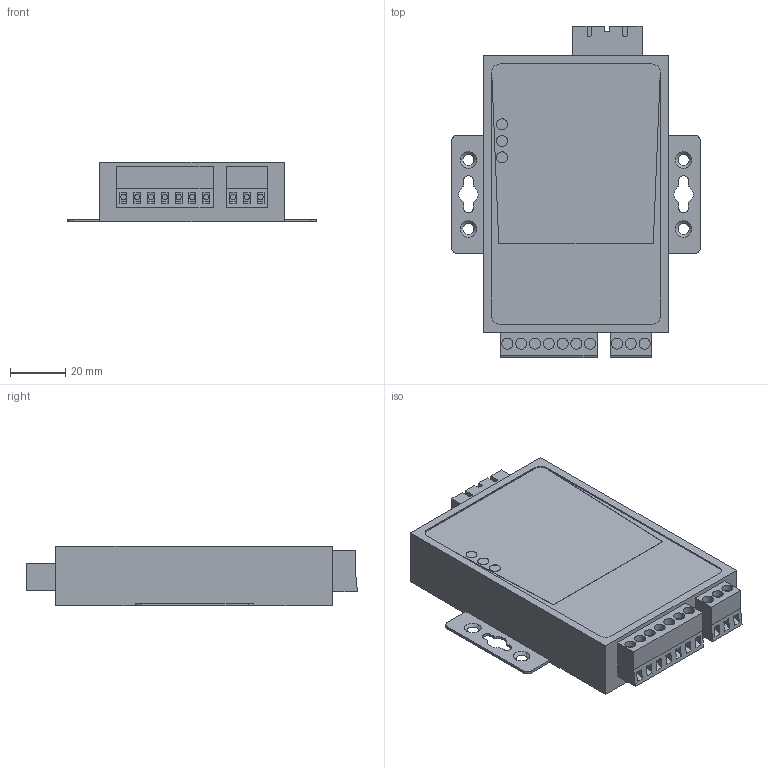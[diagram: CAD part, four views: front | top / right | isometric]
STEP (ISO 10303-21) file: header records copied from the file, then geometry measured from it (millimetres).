
FILE_DESCRIPTION(('CATIA V5 STEP Exchange','CAx-IF Rec.Pracs.--- Model Styling and Organization---1.4--- 2014-01-23'),'2;1');
FILE_NAME ('D1402207_2_1344760000_IE-MCT-1RS232-485-1SC.stp','2019-12-19T09:52:25+00:00',('none'),('Weidmueller'),'CATIA Version 5-6 Release 2016 SP3 HF44','CATIA V5 STEP AP214','none');
FILE_SCHEMA(('AUTOMOTIVE_DESIGN { 1 0 10303 214 1 1 1 1 }'));
Length unit declared in the file: millimetre
Products named in the file (1): IE-MCT-1RS232-485-1SC
Bounding box: 90 x 119.99 x 21.6 mm (x, y, z)
Volume: 149071.4 mm3; surface area: 41904.3 mm2
Topology: 25 solids, 25 shells, 506 faces, 1178 edges, 772 vertices
Faces by surface type: plane 392, cylinder 106, cone 8
Entity records: 14904 total; most frequent: CARTESIAN_POINT 2979, ORIENTED_EDGE 2356, DIRECTION 2062, EDGE_CURVE 1178, VECTOR 950, LINE 950, VERTEX_POINT 772, AXIS2_PLACEMENT_3D 657
